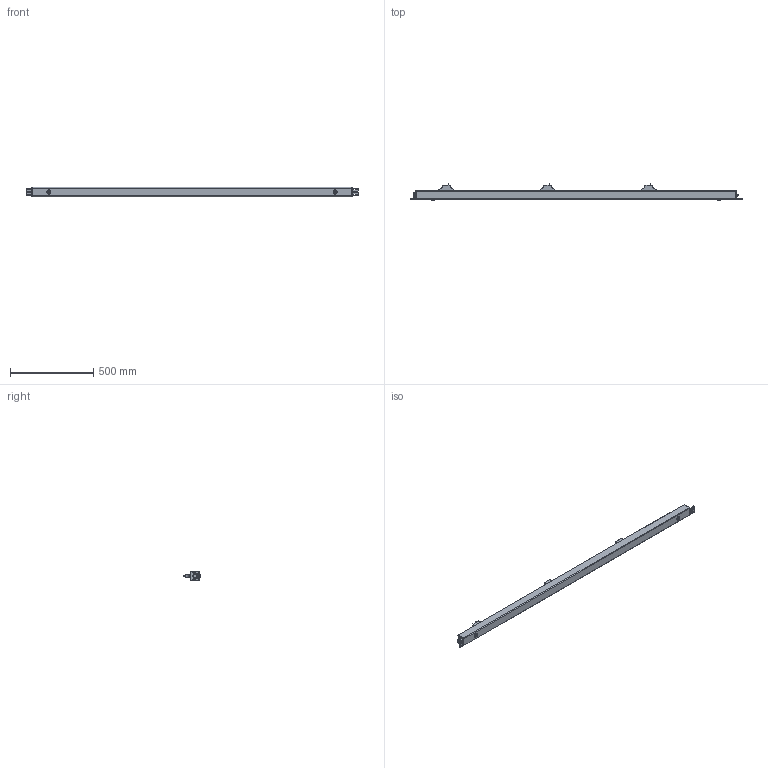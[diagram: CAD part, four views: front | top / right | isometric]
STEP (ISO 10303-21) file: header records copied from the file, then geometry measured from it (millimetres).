
FILE_DESCRIPTION((''),'2;1');
FILE_NAME('30-BS-PV46-38C13-10C19-13_ASM','2023-01-30T',('ROG TT'),(''),'PRO/ENGINEER BY PARAMETRIC TECHNOLOGY CORPORATION, 2001280','PRO/ENGINEER BY PARAMETRIC TECHNOLOGY CORPORATION, 2001280','');
FILE_SCHEMA(('CONFIG_CONTROL_DESIGN'));
Length unit declared in the file: millimetre
Products named in the file (6): 30-BS-PV46-38C13-10C19-13; M6_LUOMAO; PG25_SUOTOU1; GUOER_HULU; PG25_GUAER_30; 30-BS-PV46-38C13-10C19-13_ASM
Assembly tree (8 placements, depth 2):
  30-BS-PV46-38C13-10C19-13_ASM
    30-BS-PV46-38C13-10C19-13
    M6_LUOMAO  x2
    PG25_SUOTOU1
    GUOER_HULU  x2
    PG25_GUAER_30  x2
Bounding box: 1998 x 98.8 x 55 mm (x, y, z)
Volume: 5159618.5 mm3; surface area: 628560.8 mm2
Topology: 8 solids, 8 shells, 2606 faces, 6833 edges, 4541 vertices
Faces by surface type: plane 1769, cylinder 772, cone 42, bspline 19, torus 4
Entity records: 80906 total; most frequent: CARTESIAN_POINT 17616, ORIENTED_EDGE 13206, DIRECTION 12787, EDGE_CURVE 6603, VECTOR 4925, LINE 4925, VERTEX_POINT 4393, AXIS2_PLACEMENT_3D 3931
